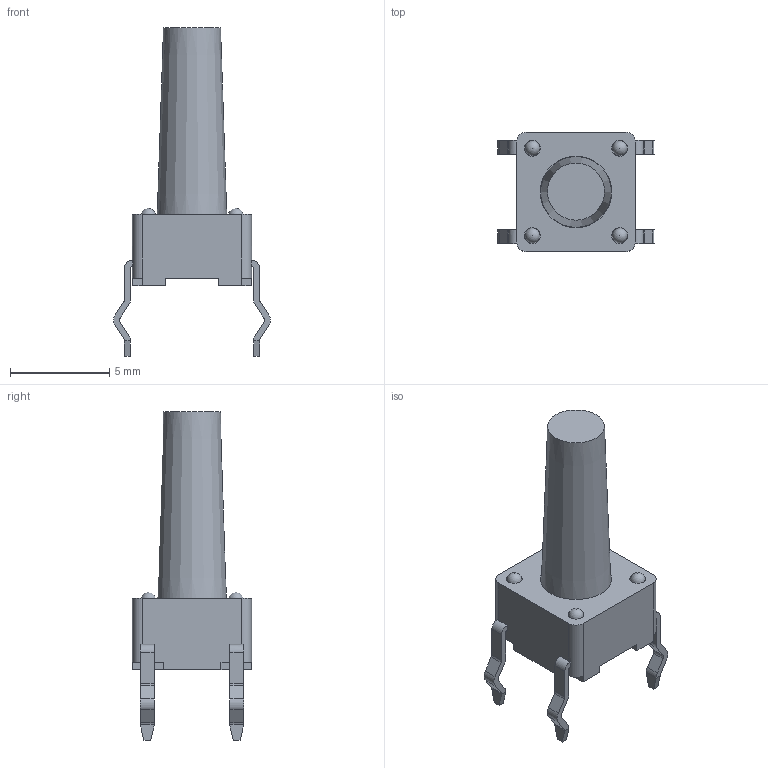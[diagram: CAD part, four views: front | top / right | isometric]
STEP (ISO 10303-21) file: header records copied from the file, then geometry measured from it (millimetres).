
FILE_DESCRIPTION((' '),'2;1');
FILE_NAME('TL1105DFxxxx.stp','2017-07-20T14:47:58',(' '),(' '),' ','ACIS',' ');
FILE_SCHEMA(('CONFIG_CONTROL_DESIGN'));
Length unit declared in the file: inch
Products named in the file (1): TL1105DFxxxx.stp
Bounding box: 7.89 x 6 x 16.55 mm (x, y, z)
Volume: 199.1 mm3; surface area: 311.1 mm2
Topology: 1 solids, 1 shells, 146 faces, 390 edges, 252 vertices
Faces by surface type: plane 96, cylinder 45, sphere 4, cone 1
Full cylindrical faces by diameter (mm): 0.75 x4, 0.8 x4, 3.6 x1
Entity records: 4525 total; most frequent: CARTESIAN_POINT 791, DIRECTION 750, ORIENTED_EDGE 744, EDGE_CURVE 372, VECTOR 272, LINE 272, VERTEX_POINT 248, AXIS2_PLACEMENT_3D 239
